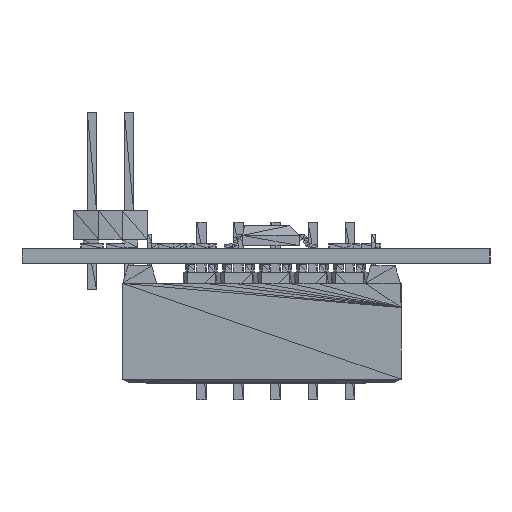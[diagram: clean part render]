
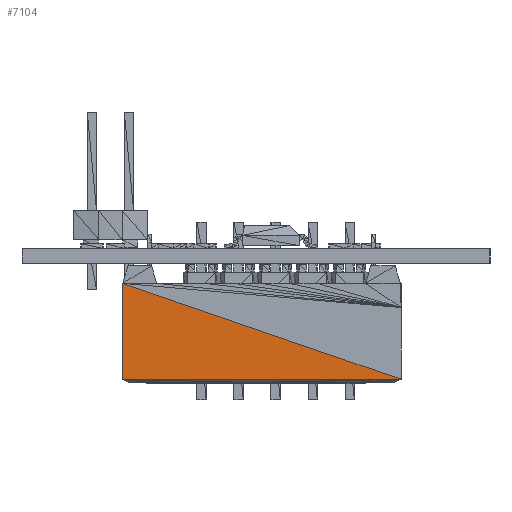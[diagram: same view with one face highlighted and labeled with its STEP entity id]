
A CAD part, left-side view. The second image highlights one B-rep face of the part: STEP entity #7104.
In plain terms, the highlighted face is planar.
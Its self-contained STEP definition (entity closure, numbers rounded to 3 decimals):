
#6773 = VERTEX_POINT('',#6774);
#6774 = CARTESIAN_POINT('',(-9.537,6.375,7.931));
#7078 = EDGE_CURVE('',#7079,#7081,#7083,.T.);
#7079 = VERTEX_POINT('',#7080);
#7080 = CARTESIAN_POINT('',(-9.537,6.375,1.373));
#7081 = VERTEX_POINT('',#7082);
#7082 = CARTESIAN_POINT('',(9.537,6.375,7.931));
#7083 = LINE('',#7084,#7085);
#7084 = CARTESIAN_POINT('',(-9.537,6.375,1.373));
#7085 = VECTOR('',#7086,1.);
#7086 = DIRECTION('',(0.946,0.,0.325));
#7104 = ADVANCED_FACE('',(#7105),#7120,.F.);
#7105 = FACE_BOUND('',#7106,.T.);
#7106 = EDGE_LOOP('',(#7107,#7113,#7119));
#7107 = ORIENTED_EDGE('',*,*,#7108,.T.);
#7108 = EDGE_CURVE('',#7079,#6773,#7109,.T.);
#7109 = LINE('',#7110,#7111);
#7110 = CARTESIAN_POINT('',(-9.537,6.375,1.373));
#7111 = VECTOR('',#7112,1.);
#7112 = DIRECTION('',(0.,0.,1.));
#7113 = ORIENTED_EDGE('',*,*,#7114,.T.);
#7114 = EDGE_CURVE('',#6773,#7081,#7115,.T.);
#7115 = LINE('',#7116,#7117);
#7116 = CARTESIAN_POINT('',(-9.537,6.375,7.931));
#7117 = VECTOR('',#7118,1.);
#7118 = DIRECTION('',(1.,0.,0.));
#7119 = ORIENTED_EDGE('',*,*,#7078,.F.);
#7120 = PLANE('',#7121);
#7121 = AXIS2_PLACEMENT_3D('',#7122,#7123,#7124);
#7122 = CARTESIAN_POINT('',(-9.537,6.375,1.373));
#7123 = DIRECTION('',(0.,-1.,0.));
#7124 = DIRECTION('',(0.,0.,-1.));
